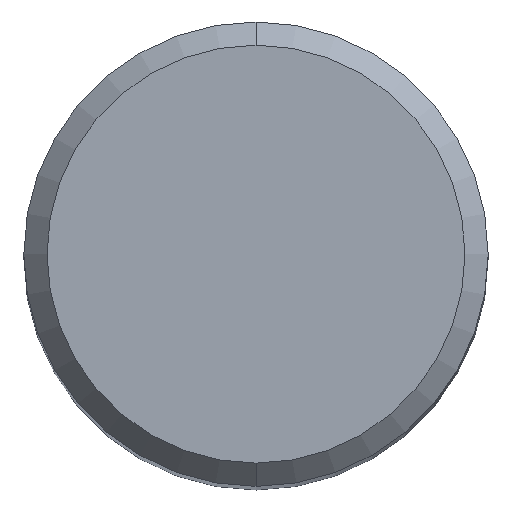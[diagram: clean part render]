
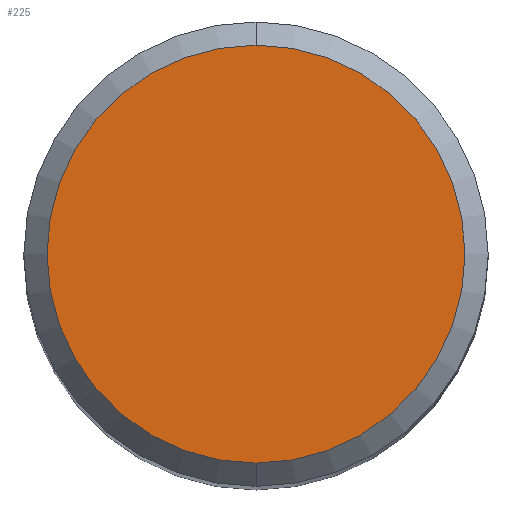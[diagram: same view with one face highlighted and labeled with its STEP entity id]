
A CAD part, top view. The second image highlights one B-rep face of the part: STEP entity #225.
In plain terms, the highlighted planar face has unit normal (0, 0, 1).
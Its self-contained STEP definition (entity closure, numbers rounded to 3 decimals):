
#125=EDGE_CURVE('',#163,#221,#280,.T.);
#163=VERTEX_POINT('',#323);
#197=EDGE_CURVE('',#221,#163,#362,.T.);
#221=VERTEX_POINT('',#388);
#225=ADVANCED_FACE('',(#392),#393,.T.);
#280=CIRCLE('',#450,3.6);
#323=CARTESIAN_POINT('',(0.,-3.6,0.0));
#362=CIRCLE('',#561,3.6);
#388=CARTESIAN_POINT('',(0.0,3.6,0.0));
#392=FACE_OUTER_BOUND('',#595,.T.);
#393=PLANE('',#596);
#450=AXIS2_PLACEMENT_3D('',#642,#643,#644);
#561=AXIS2_PLACEMENT_3D('',#756,#757,#758);
#595=EDGE_LOOP('',(#787,#788));
#596=AXIS2_PLACEMENT_3D('',#789,#790,#791);
#642=CARTESIAN_POINT('',(0.0,0.0,0.0));
#643=DIRECTION('',(0.0,0.0,-1.0));
#644=DIRECTION('',(0.0,1.0,0.0));
#756=CARTESIAN_POINT('',(0.0,0.0,0.0));
#757=DIRECTION('',(0.0,0.0,-1.0));
#758=DIRECTION('',(0.0,1.0,0.0));
#787=ORIENTED_EDGE('',*,*,#197,.F.);
#788=ORIENTED_EDGE('',*,*,#125,.F.);
#789=CARTESIAN_POINT('',(0.0,1.8,0.0));
#790=DIRECTION('',(-0.0,0.0,1.0));
#791=DIRECTION('',(0.0,-1.0,0.0));
